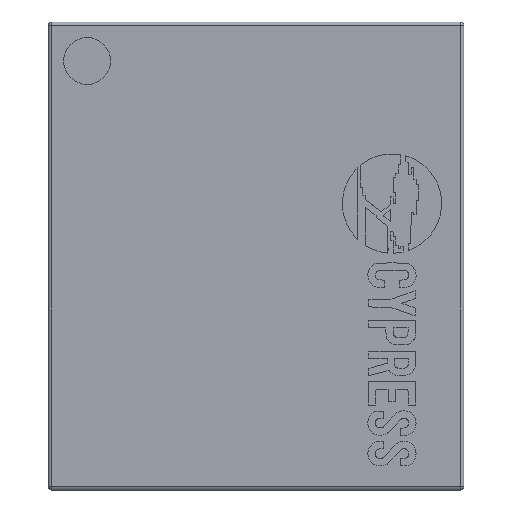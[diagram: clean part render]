
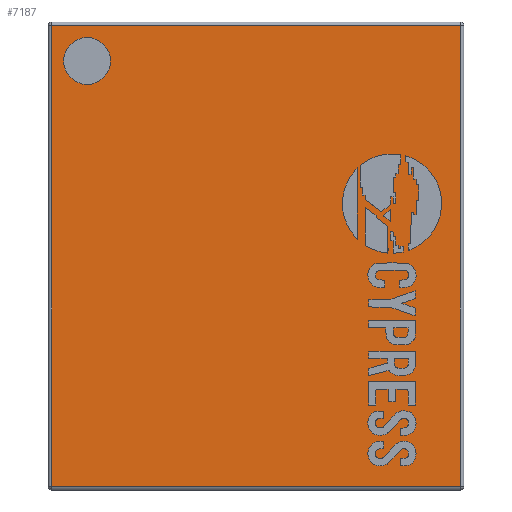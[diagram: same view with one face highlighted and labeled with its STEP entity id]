
A CAD part, top view. The second image highlights one B-rep face of the part: STEP entity #7187.
In plain terms, the highlighted planar face has unit normal (0, 0, 1).
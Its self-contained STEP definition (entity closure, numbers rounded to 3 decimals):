
#600=FACE_OUTER_BOUND('',#1017,.T.);
#1017=EDGE_LOOP('',(#5051,#5052,#5053,#5054));
#1536=LINE('',#9852,#2291);
#1542=LINE('',#9872,#2297);
#1546=LINE('',#9878,#2301);
#1549=LINE('',#9883,#2304);
#2291=VECTOR('',#8333,10.);
#2297=VECTOR('',#8359,10.);
#2301=VECTOR('',#8367,10.);
#2304=VECTOR('',#8374,10.);
#3023=VERTEX_POINT('',#9825);
#3029=VERTEX_POINT('',#9842);
#3031=VERTEX_POINT('',#9848);
#3033=VERTEX_POINT('',#9864);
#3793=EDGE_CURVE('',#3023,#3031,#1536,.T.);
#3804=EDGE_CURVE('',#3033,#3029,#1542,.T.);
#3808=EDGE_CURVE('',#3031,#3033,#1546,.T.);
#3811=EDGE_CURVE('',#3029,#3023,#1549,.T.);
#5051=ORIENTED_EDGE('',*,*,#3804,.F.);
#5052=ORIENTED_EDGE('',*,*,#3808,.F.);
#5053=ORIENTED_EDGE('',*,*,#3793,.F.);
#5054=ORIENTED_EDGE('',*,*,#3811,.F.);
#6912=PLANE('',#7763);
#7187=ADVANCED_FACE('',(#600),#6912,.T.);
#7763=AXIS2_PLACEMENT_3D('',#9894,#8390,#8391);
#8333=DIRECTION('',(0.,1.,0.));
#8359=DIRECTION('',(0.,-1.,0.));
#8367=DIRECTION('',(1.,0.,0.));
#8374=DIRECTION('',(-1.,0.,0.));
#8390=DIRECTION('center_axis',(0.,0.,1.));
#8391=DIRECTION('ref_axis',(1.,0.,0.));
#9825=CARTESIAN_POINT('',(-1.965,-2.215,0.8));
#9842=CARTESIAN_POINT('',(1.965,-2.215,0.8));
#9848=CARTESIAN_POINT('',(-1.965,2.215,0.8));
#9852=CARTESIAN_POINT('',(-1.965,0.,0.8));
#9864=CARTESIAN_POINT('',(1.965,2.215,0.8));
#9872=CARTESIAN_POINT('',(1.965,0.,0.8));
#9878=CARTESIAN_POINT('',(-1.,2.215,0.8));
#9883=CARTESIAN_POINT('',(-1.,-2.215,0.8));
#9894=CARTESIAN_POINT('Origin',(-2.,0.,0.8));
